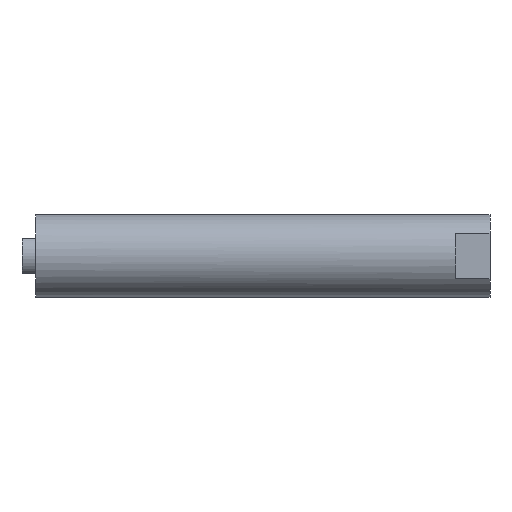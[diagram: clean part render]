
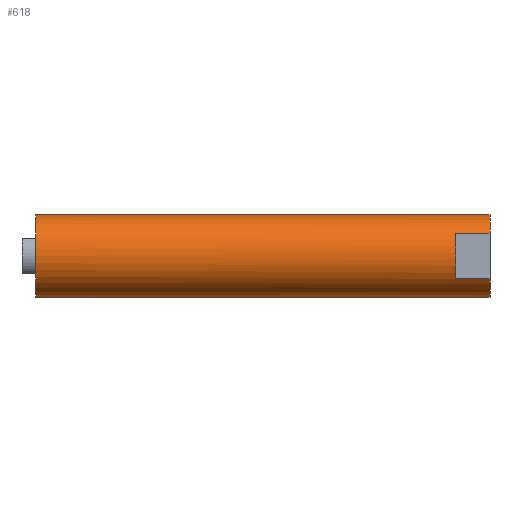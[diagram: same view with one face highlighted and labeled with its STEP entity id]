
A CAD part, left-side view. The second image highlights one B-rep face of the part: STEP entity #618.
In plain terms, the highlighted cylindrical face has radius 6 mm (diameter 12 mm), a partial arc.
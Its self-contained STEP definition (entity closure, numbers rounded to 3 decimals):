
#16 = EDGE_CURVE ( 'NONE', #485, #487, #155, .T. ) ;
#22 = EDGE_CURVE ( 'NONE', #328, #351, #141, .T. ) ;
#24 = EDGE_CURVE ( 'NONE', #485, #328, #115, .T. ) ;
#25 = EDGE_CURVE ( 'NONE', #1052, #351, #114, .T. ) ;
#27 = EDGE_CURVE ( 'NONE', #496, #1052, #152, .T. ) ;
#28 = EDGE_CURVE ( 'NONE', #305, #496, #151, .T. ) ;
#29 = EDGE_CURVE ( 'NONE', #305, #1065, #113, .T. ) ;
#30 = EDGE_CURVE ( 'NONE', #487, #1065, #138, .T. ) ;
#57 = AXIS2_PLACEMENT_3D ( 'NONE', #1221, #1170, #1222 ) ;
#60 = AXIS2_PLACEMENT_3D ( 'NONE', #1219, #1199, #1213 ) ;
#63 = AXIS2_PLACEMENT_3D ( 'NONE', #1201, #1185, #1204 ) ;
#113 = LINE ( 'NONE', #1168, #121 ) ;
#114 = CIRCLE ( 'NONE', #60, 6. ) ;
#115 = CIRCLE ( 'NONE', #242, 6. ) ;
#117 = VECTOR ( 'NONE', #539, 1000. ) ;
#121 = VECTOR ( 'NONE', #1233, 1000. ) ;
#126 = VECTOR ( 'NONE', #1193, 1000. ) ;
#128 = VECTOR ( 'NONE', #529, 1000. ) ;
#138 = CIRCLE ( 'NONE', #57, 6. ) ;
#141 = LINE ( 'NONE', #530, #128 ) ;
#151 = CIRCLE ( 'NONE', #63, 6. ) ;
#152 = LINE ( 'NONE', #1181, #126 ) ;
#155 = LINE ( 'NONE', #538, #117 ) ;
#166 = CARTESIAN_POINT ( 'NONE',  ( -5., 5., 3.317 ) ) ;
#172 = CARTESIAN_POINT ( 'NONE',  ( 0., 0., -6. ) ) ;
#175 = CARTESIAN_POINT ( 'NONE',  ( 0., 66., -6. ) ) ;
#193 = ORIENTED_EDGE ( 'NONE', *, *, #27, .F. ) ;
#217 = ORIENTED_EDGE ( 'NONE', *, *, #16, .F. ) ;
#220 = ORIENTED_EDGE ( 'NONE', *, *, #22, .T. ) ;
#242 = AXIS2_PLACEMENT_3D ( 'NONE', #1228, #1236, #1234 ) ;
#305 = VERTEX_POINT ( 'NONE', #166 ) ;
#323 = EDGE_LOOP ( 'NONE', ( #217, #778, #220, #772, #193, #768, #764, #970 ) ) ;
#328 = VERTEX_POINT ( 'NONE', #175 ) ;
#351 = VERTEX_POINT ( 'NONE', #172 ) ;
#485 = VERTEX_POINT ( 'NONE', #518 ) ;
#487 = VERTEX_POINT ( 'NONE', #516 ) ;
#496 = VERTEX_POINT ( 'NONE', #507 ) ;
#507 = CARTESIAN_POINT ( 'NONE',  ( -5., 5., -3.317 ) ) ;
#516 = CARTESIAN_POINT ( 'NONE',  ( 0., 0., 6. ) ) ;
#518 = CARTESIAN_POINT ( 'NONE',  ( 0., 66., 6. ) ) ;
#529 = DIRECTION ( 'NONE',  ( 0., -1., 0. ) ) ;
#530 = CARTESIAN_POINT ( 'NONE',  ( 0., 0., -6. ) ) ;
#538 = CARTESIAN_POINT ( 'NONE',  ( 0., 0., 6. ) ) ;
#539 = DIRECTION ( 'NONE',  ( 0., -1., 0. ) ) ;
#618 = ADVANCED_FACE ( 'NONE', ( #837 ), #792, .T. ) ;
#764 = ORIENTED_EDGE ( 'NONE', *, *, #29, .T. ) ;
#768 = ORIENTED_EDGE ( 'NONE', *, *, #28, .F. ) ;
#772 = ORIENTED_EDGE ( 'NONE', *, *, #25, .F. ) ;
#778 = ORIENTED_EDGE ( 'NONE', *, *, #24, .T. ) ;
#792 = CYLINDRICAL_SURFACE ( 'NONE', #1142, 6. ) ;
#837 = FACE_OUTER_BOUND ( 'NONE', #323, .T. ) ;
#855 = CARTESIAN_POINT ( 'NONE',  ( -5., 0., -3.317 ) ) ;
#879 = CARTESIAN_POINT ( 'NONE',  ( -5., 0., 3.317 ) ) ;
#902 = CARTESIAN_POINT ( 'NONE',  ( 0., 0., 0. ) ) ;
#903 = DIRECTION ( 'NONE',  ( 0., -1., 0. ) ) ;
#908 = DIRECTION ( 'NONE',  ( 0., 0., -1. ) ) ;
#970 = ORIENTED_EDGE ( 'NONE', *, *, #30, .F. ) ;
#1052 = VERTEX_POINT ( 'NONE', #855 ) ;
#1065 = VERTEX_POINT ( 'NONE', #879 ) ;
#1142 = AXIS2_PLACEMENT_3D ( 'NONE', #902, #903, #908 ) ;
#1168 = CARTESIAN_POINT ( 'NONE',  ( -5., 5., 3.317 ) ) ;
#1170 = DIRECTION ( 'NONE',  ( 0., -1., 0. ) ) ;
#1181 = CARTESIAN_POINT ( 'NONE',  ( -5., 5., -3.317 ) ) ;
#1185 = DIRECTION ( 'NONE',  ( 0., -1., 0. ) ) ;
#1193 = DIRECTION ( 'NONE',  ( 0., -1., 0. ) ) ;
#1199 = DIRECTION ( 'NONE',  ( 0., -1., 0. ) ) ;
#1201 = CARTESIAN_POINT ( 'NONE',  ( 0., 5., 0. ) ) ;
#1204 = DIRECTION ( 'NONE',  ( 0., 0., -1. ) ) ;
#1213 = DIRECTION ( 'NONE',  ( 0., 0., -1. ) ) ;
#1219 = CARTESIAN_POINT ( 'NONE',  ( 0., 0., 0. ) ) ;
#1221 = CARTESIAN_POINT ( 'NONE',  ( 0., 0., 0. ) ) ;
#1222 = DIRECTION ( 'NONE',  ( 0., 0., -1. ) ) ;
#1228 = CARTESIAN_POINT ( 'NONE',  ( 0., 66., 0. ) ) ;
#1233 = DIRECTION ( 'NONE',  ( 0., -1., 0. ) ) ;
#1234 = DIRECTION ( 'NONE',  ( 0., 0., -1. ) ) ;
#1236 = DIRECTION ( 'NONE',  ( 0., -1., 0. ) ) ;
